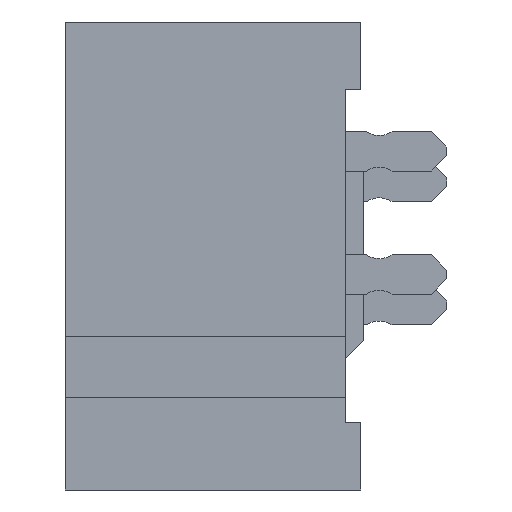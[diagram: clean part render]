
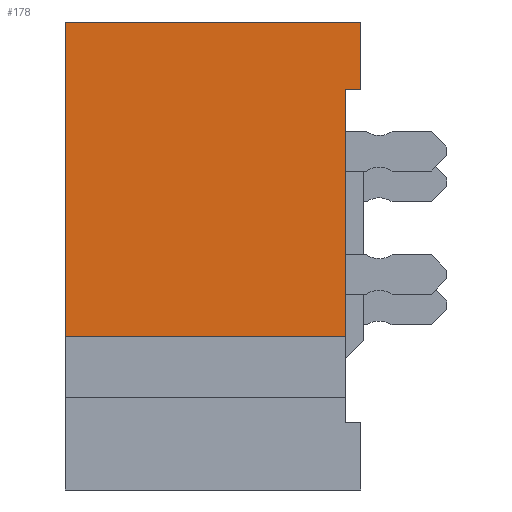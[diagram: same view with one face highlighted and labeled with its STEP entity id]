
A CAD part, left-side view. The second image highlights one B-rep face of the part: STEP entity #178.
In plain terms, the highlighted planar face has unit normal (-1, 0, 0).
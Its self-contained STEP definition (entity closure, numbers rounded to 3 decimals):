
#178 = ADVANCED_FACE( '', ( #393 ), #394, .F. );
#393 = FACE_OUTER_BOUND( '', #811, .T. );
#394 = PLANE( '', #812 );
#811 = EDGE_LOOP( '', ( #1363, #1364, #1365, #1366, #1367, #1368 ) );
#812 = AXIS2_PLACEMENT_3D( '', #1369, #1370, #1371 );
#1363 = ORIENTED_EDGE( '', *, *, #3055, .T. );
#1364 = ORIENTED_EDGE( '', *, *, #3056, .T. );
#1365 = ORIENTED_EDGE( '', *, *, #3043, .F. );
#1366 = ORIENTED_EDGE( '', *, *, #3057, .F. );
#1367 = ORIENTED_EDGE( '', *, *, #3058, .T. );
#1368 = ORIENTED_EDGE( '', *, *, #3024, .T. );
#1369 = CARTESIAN_POINT( '', ( -6.65, 4.8, -1.3 ) );
#1370 = DIRECTION( '', ( 1., 0., 0. ) );
#1371 = DIRECTION( '', ( 0., 0., -1. ) );
#3024 = EDGE_CURVE( '', #3670, #3668, #3671, .T. );
#3043 = EDGE_CURVE( '', #3703, #3705, #3706, .T. );
#3055 = EDGE_CURVE( '', #3668, #3724, #3725, .T. );
#3056 = EDGE_CURVE( '', #3724, #3705, #3726, .T. );
#3057 = EDGE_CURVE( '', #3727, #3703, #3728, .T. );
#3058 = EDGE_CURVE( '', #3727, #3670, #3729, .T. );
#3668 = VERTEX_POINT( '', #4699 );
#3670 = VERTEX_POINT( '', #4702 );
#3671 = LINE( '', #4703, #4704 );
#3703 = VERTEX_POINT( '', #4753 );
#3705 = VERTEX_POINT( '', #4756 );
#3706 = LINE( '', #4757, #4758 );
#3724 = VERTEX_POINT( '', #4787 );
#3725 = LINE( '', #4788, #4789 );
#3726 = LINE( '', #4790, #4791 );
#3727 = VERTEX_POINT( '', #4792 );
#3728 = LINE( '', #4793, #4794 );
#3729 = LINE( '', #4795, #4796 );
#4699 = CARTESIAN_POINT( '', ( -6.65, 0.25, 2.7 ) );
#4702 = CARTESIAN_POINT( '', ( -6.65, 0.25, -1.3 ) );
#4703 = CARTESIAN_POINT( '', ( -6.65, 0.25, -2.7 ) );
#4704 = VECTOR( '', #6048, 1000. );
#4753 = CARTESIAN_POINT( '', ( -6.65, 4.8, 3.8 ) );
#4756 = CARTESIAN_POINT( '', ( -6.65, 0., 3.8 ) );
#4757 = CARTESIAN_POINT( '', ( -6.65, 4.8, 3.8 ) );
#4758 = VECTOR( '', #6067, 1000. );
#4787 = CARTESIAN_POINT( '', ( -6.65, 0., 2.7 ) );
#4788 = CARTESIAN_POINT( '', ( -6.65, 0.25, 2.7 ) );
#4789 = VECTOR( '', #6079, 1000. );
#4790 = CARTESIAN_POINT( '', ( -6.65, 0., -1.3 ) );
#4791 = VECTOR( '', #6080, 1000. );
#4792 = CARTESIAN_POINT( '', ( -6.65, 4.8, -1.3 ) );
#4793 = CARTESIAN_POINT( '', ( -6.65, 4.8, -1.3 ) );
#4794 = VECTOR( '', #6081, 1000. );
#4795 = CARTESIAN_POINT( '', ( -6.65, 4.8, -1.3 ) );
#4796 = VECTOR( '', #6082, 1000. );
#6048 = DIRECTION( '', ( 0., 0., 1. ) );
#6067 = DIRECTION( '', ( 0., -1., 0. ) );
#6079 = DIRECTION( '', ( 0., -1., 0. ) );
#6080 = DIRECTION( '', ( 0., 0., 1. ) );
#6081 = DIRECTION( '', ( 0., 0., 1. ) );
#6082 = DIRECTION( '', ( 0., -1., 0. ) );
